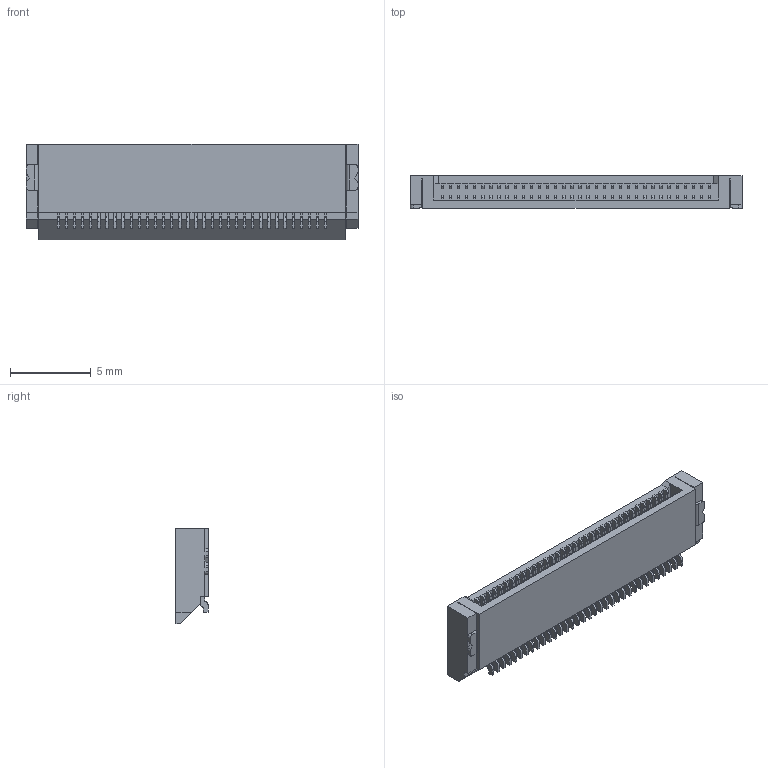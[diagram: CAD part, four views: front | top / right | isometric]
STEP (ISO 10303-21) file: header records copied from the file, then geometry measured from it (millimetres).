
FILE_DESCRIPTION(('STEP AP214'),'1');
FILE_NAME('x05a20h34g.stp','2021-06-25T20:24:45',('TraceParts'),('TraceParts S.A.'),'Spatial InterOp 3D',' ',' ');
FILE_SCHEMA(('AUTOMOTIVE_DESIGN { 1 0 10303 214 1 1 1 1 }'));
Length unit declared in the file: millimetre
Products named in the file (1): x05a20h34g
Bounding box: 20.5 x 2 x 5.9 mm (x, y, z)
Volume: 174.3 mm3; surface area: 517 mm2
Topology: 1 solids, 1 shells, 899 faces, 2510 edges, 1648 vertices
Faces by surface type: plane 679, cylinder 220
Entity records: 28591 total; most frequent: CARTESIAN_POINT 5058, ORIENTED_EDGE 5020, DIRECTION 4750, EDGE_CURVE 2510, LINE 2070, VECTOR 2070, VERTEX_POINT 1648, AXIS2_PLACEMENT_3D 1340
